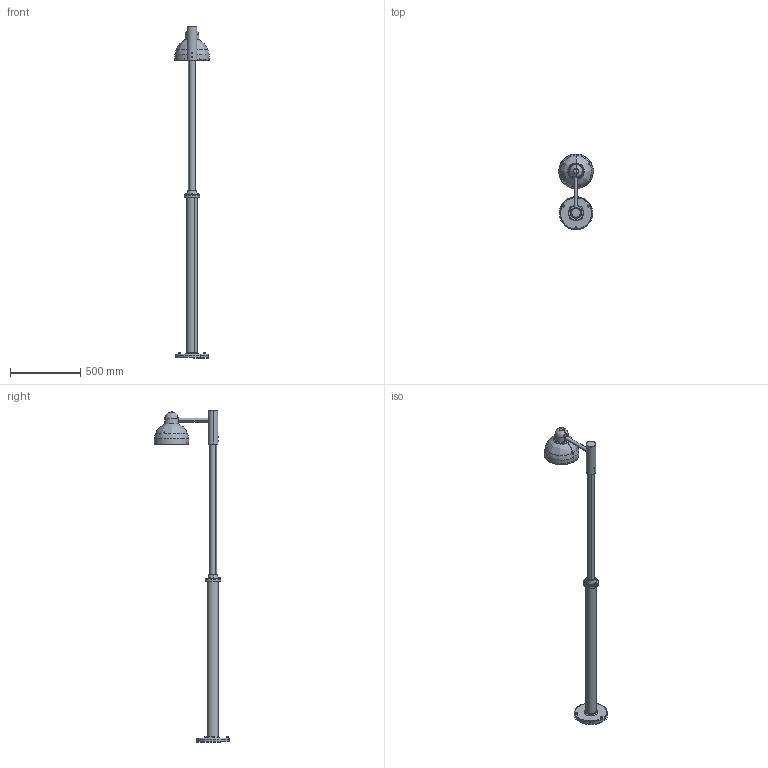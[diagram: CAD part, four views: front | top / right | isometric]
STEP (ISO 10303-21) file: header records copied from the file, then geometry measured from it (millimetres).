
FILE_DESCRIPTION (( 'STEP AP203' ), '1' );
FILE_NAME ('KOSTER_POLE_1x.STEP', '2024-02-06T07:34:30', ( '' ), ( '' ), 'SwSTEP 2.0', 'SolidWorks 2022', '' );
FILE_SCHEMA (( 'CONFIG_CONTROL_DESIGN' ));
Length unit declared in the file: millimetre
Products named in the file (1): KOSTER_POLE_1x
Bounding box: 245 x 536.14 x 2361.47 mm (x, y, z)
Volume: 2026689.3 mm3; surface area: 1549349.7 mm2
Topology: 23 solids, 23 shells, 1073 faces, 2554 edges, 1532 vertices
Faces by surface type: cone 374, cylinder 288, bspline 214, plane 173, torus 18, sphere 6
Entity records: 40829 total; most frequent: CARTESIAN_POINT 16244, DIRECTION 5477, ORIENTED_EDGE 5030, EDGE_CURVE 2515, AXIS2_PLACEMENT_3D 2332, VERTEX_POINT 1529, CIRCLE 1472, EDGE_LOOP 1158
